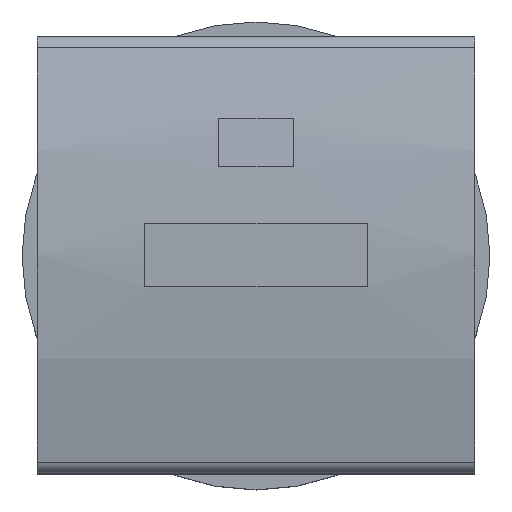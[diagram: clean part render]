
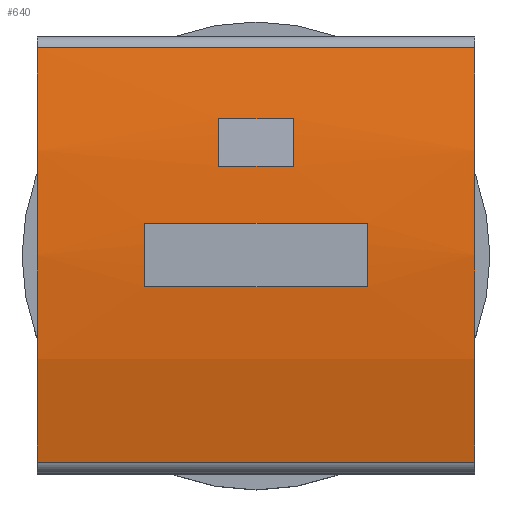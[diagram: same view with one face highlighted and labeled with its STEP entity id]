
A CAD part, top view. The second image highlights one B-rep face of the part: STEP entity #640.
In plain terms, the highlighted cylindrical face has radius 50 mm (diameter 100 mm), a partial arc.
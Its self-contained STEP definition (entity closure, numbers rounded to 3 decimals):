
#148=CARTESIAN_POINT('',(0.,13.8,9.5));
#149=DIRECTION('',(-1.,0.,0.));
#150=DIRECTION('',(0.,-0.261,0.965));
#151=AXIS2_PLACEMENT_3D('',#148,#149,#150);
#153=DIRECTION('',(1.,0.,0.));
#154=VECTOR('',#153,27.6);
#155=CARTESIAN_POINT('',(0.,26.861,
57.764));
#156=LINE('',#155,#154);
#157=CARTESIAN_POINT('',(27.6,13.8,9.5));
#158=DIRECTION('',(1.,0.,0.));
#159=DIRECTION('',(0.,0.261,0.965));
#160=AXIS2_PLACEMENT_3D('',#157,#158,#159);
#162=DIRECTION('',(-1.,0.,0.));
#163=VECTOR('',#162,27.6);
#164=CARTESIAN_POINT('',(27.6,0.739,57.764));
#165=LINE('',#164,#163);
#166=CARTESIAN_POINT('',(20.8,13.8,9.5));
#167=DIRECTION('',(-1.,0.,0.));
#168=DIRECTION('',(0.,-0.04,0.999));
#169=AXIS2_PLACEMENT_3D('',#166,#167,#168);
#171=DIRECTION('',(-1.,0.,0.));
#172=VECTOR('',#171,14.);
#173=CARTESIAN_POINT('',(20.8,15.8,59.46));
#174=LINE('',#173,#172);
#175=CARTESIAN_POINT('',(6.8,13.8,9.5));
#176=DIRECTION('',(1.,0.,0.));
#177=DIRECTION('',(0.,0.04,0.999));
#178=AXIS2_PLACEMENT_3D('',#175,#176,#177);
#180=DIRECTION('',(1.,0.,0.));
#181=VECTOR('',#180,14.);
#182=CARTESIAN_POINT('',(6.8,11.8,59.46));
#183=LINE('',#182,#181);
#184=CARTESIAN_POINT('',(16.15,13.8,9.5));
#185=DIRECTION('',(-1.,0.,0.));
#186=DIRECTION('',(0.,0.112,0.994));
#187=AXIS2_PLACEMENT_3D('',#184,#185,#186);
#189=DIRECTION('',(-1.,0.,0.));
#190=VECTOR('',#189,4.7);
#191=CARTESIAN_POINT('',(16.15,22.4,58.755));
#192=LINE('',#191,#190);
#193=CARTESIAN_POINT('',(11.45,13.8,9.5));
#194=DIRECTION('',(-1.,0.,0.));
#195=DIRECTION('',(0.,0.112,0.994));
#196=AXIS2_PLACEMENT_3D('',#193,#194,#195);
#198=DIRECTION('',(-1.,0.,0.));
#199=VECTOR('',#198,4.7);
#200=CARTESIAN_POINT('',(16.15,19.4,59.185));
#201=LINE('',#200,#199);
#336=CARTESIAN_POINT('',(0.,26.861,57.764));
#337=VERTEX_POINT('',#336);
#338=CARTESIAN_POINT('',(0.,0.739,57.764));
#339=VERTEX_POINT('',#338);
#342=CARTESIAN_POINT('',(27.6,0.739,57.764));
#343=VERTEX_POINT('',#342);
#344=CARTESIAN_POINT('',(27.6,26.861,57.764));
#345=VERTEX_POINT('',#344);
#346=CARTESIAN_POINT('',(20.8,15.8,59.46));
#347=CARTESIAN_POINT('',(6.8,15.8,59.46));
#348=VERTEX_POINT('',#346);
#349=VERTEX_POINT('',#347);
#350=CARTESIAN_POINT('',(6.8,11.8,59.46));
#351=CARTESIAN_POINT('',(20.8,11.8,59.46));
#352=VERTEX_POINT('',#350);
#353=VERTEX_POINT('',#351);
#372=CARTESIAN_POINT('',(16.15,19.4,59.185));
#373=CARTESIAN_POINT('',(16.15,22.4,58.755));
#374=VERTEX_POINT('',#372);
#375=VERTEX_POINT('',#373);
#376=CARTESIAN_POINT('',(11.45,22.4,58.755));
#377=VERTEX_POINT('',#376);
#378=CARTESIAN_POINT('',(11.45,19.4,59.185));
#379=VERTEX_POINT('',#378);
#607=CARTESIAN_POINT('',(27.6,13.8,9.5));
#608=DIRECTION('',(1.,0.,0.));
#609=DIRECTION('',(0.,0.,1.));
#610=AXIS2_PLACEMENT_3D('',#607,#608,#609);
#611=CYLINDRICAL_SURFACE('',#610,50.);
#612=ORIENTED_EDGE('',*,*,#572,.T.);
#614=ORIENTED_EDGE('',*,*,#613,.T.);
#616=ORIENTED_EDGE('',*,*,#615,.T.);
#617=ORIENTED_EDGE('',*,*,#599,.T.);
#618=EDGE_LOOP('',(#612,#614,#616,#617));
#619=FACE_OUTER_BOUND('',#618,.F.);
#621=ORIENTED_EDGE('',*,*,#620,.T.);
#623=ORIENTED_EDGE('',*,*,#622,.T.);
#625=ORIENTED_EDGE('',*,*,#624,.T.);
#627=ORIENTED_EDGE('',*,*,#626,.T.);
#628=EDGE_LOOP('',(#621,#623,#625,#627));
#629=FACE_BOUND('',#628,.F.);
#631=ORIENTED_EDGE('',*,*,#630,.T.);
#633=ORIENTED_EDGE('',*,*,#632,.T.);
#635=ORIENTED_EDGE('',*,*,#634,.F.);
#637=ORIENTED_EDGE('',*,*,#636,.F.);
#638=EDGE_LOOP('',(#631,#633,#635,#637));
#639=FACE_BOUND('',#638,.F.);
#152=CIRCLE('',#151,50.);
#161=CIRCLE('',#160,50.);
#170=CIRCLE('',#169,50.);
#179=CIRCLE('',#178,50.);
#188=CIRCLE('',#187,50.);
#197=CIRCLE('',#196,50.);
#572=EDGE_CURVE('',#339,#337,#152,.T.);
#599=EDGE_CURVE('',#343,#339,#165,.T.);
#613=EDGE_CURVE('',#337,#345,#156,.T.);
#615=EDGE_CURVE('',#345,#343,#161,.T.);
#620=EDGE_CURVE('',#353,#348,#170,.T.);
#622=EDGE_CURVE('',#348,#349,#174,.T.);
#624=EDGE_CURVE('',#349,#352,#179,.T.);
#626=EDGE_CURVE('',#352,#353,#183,.T.);
#630=EDGE_CURVE('',#374,#375,#188,.T.);
#632=EDGE_CURVE('',#375,#377,#192,.T.);
#634=EDGE_CURVE('',#379,#377,#197,.T.);
#636=EDGE_CURVE('',#374,#379,#201,.T.);
#640=ADVANCED_FACE('',(#619,#629,#639),#611,.T.);
